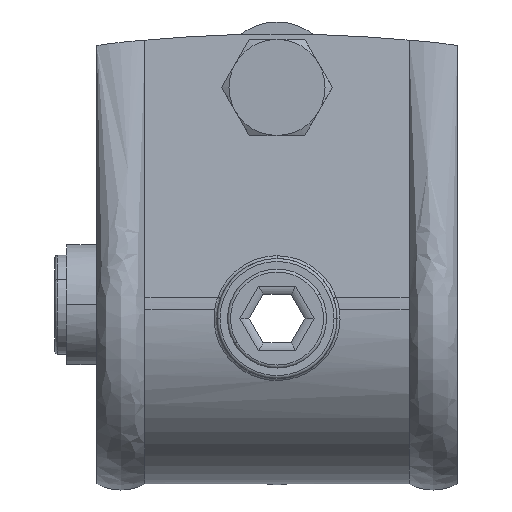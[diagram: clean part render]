
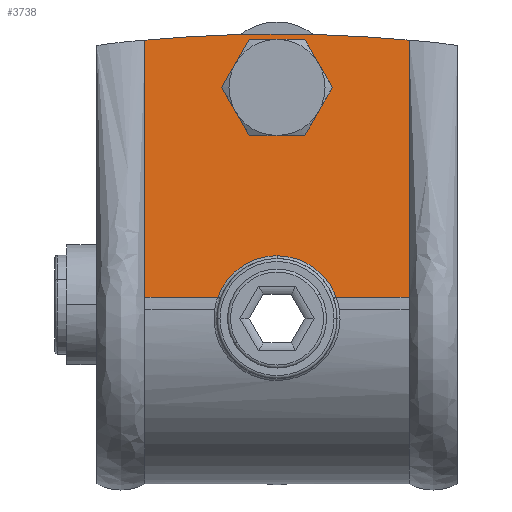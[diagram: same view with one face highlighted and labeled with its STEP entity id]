
A CAD part, top view. The second image highlights one B-rep face of the part: STEP entity #3738.
In plain terms, the highlighted planar face has unit normal (0, 0.07, 0.998).
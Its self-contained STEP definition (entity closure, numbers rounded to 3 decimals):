
#20 = CARTESIAN_POINT ( 'NONE',  ( -22., 31.023, 28.929 ) ) ;
#59 = DIRECTION ( 'NONE',  ( 0., 0.998, -0.07 ) ) ;
#113 = CARTESIAN_POINT ( 'NONE',  ( 0., -162.313, 42.449 ) ) ;
#336 = CARTESIAN_POINT ( 'NONE',  ( 0., 59.035, 26.971 ) ) ;
#427 = VERTEX_POINT ( 'NONE', #7547 ) ;
#753 = EDGE_CURVE ( 'NONE', #3856, #3302, #2069, .T. ) ;
#855 = CARTESIAN_POINT ( 'NONE',  ( 22., 59.596, 26.931 ) ) ;
#903 = DIRECTION ( 'NONE',  ( 0., 0.998, -0.07 ) ) ;
#935 = CIRCLE ( 'NONE', #3681, 237.792 ) ;
#955 = EDGE_CURVE ( 'NONE', #6478, #8825, #3711, .T. ) ;
#965 = VERTEX_POINT ( 'NONE', #2306 ) ;
#1055 = AXIS2_PLACEMENT_3D ( 'NONE', #7847, #2921, #903 ) ;
#1077 = ORIENTED_EDGE ( 'NONE', *, *, #6406, .T. ) ;
#1137 = CARTESIAN_POINT ( 'NONE',  ( 0., 73.035, 25.992 ) ) ;
#1275 = EDGE_CURVE ( 'NONE', #5041, #3302, #8814, .T. ) ;
#1279 = CARTESIAN_POINT ( 'NONE',  ( -9.879, 31.023, 28.929 ) ) ;
#1328 = DIRECTION ( 'NONE',  ( -1., 0., 0. ) ) ;
#1349 = EDGE_LOOP ( 'NONE', ( #1599, #1077, #8486, #2668, #5919, #8751, #8939, #6550 ) ) ;
#1572 = DIRECTION ( 'NONE',  ( 0., -0.07, -0.998 ) ) ;
#1599 = ORIENTED_EDGE ( 'NONE', *, *, #1974, .F. ) ;
#1623 = CARTESIAN_POINT ( 'NONE',  ( 9.879, 31.023, 28.929 ) ) ;
#1665 = EDGE_CURVE ( 'NONE', #4827, #4599, #8366, .T. ) ;
#1968 = FACE_BOUND ( 'NONE', #5661, .T. ) ;
#1974 = EDGE_CURVE ( 'NONE', #427, #5041, #5293, .T. ) ;
#2069 =( BOUNDED_CURVE ( )  B_SPLINE_CURVE ( 3, ( #4233, #8317, #3476, #4933 ),
 .UNSPECIFIED., .F., .T. ) 
 B_SPLINE_CURVE_WITH_KNOTS ( ( 4, 4 ),
 ( 0., 1.225 ),
 .UNSPECIFIED. ) 
 CURVE ( )  GEOMETRIC_REPRESENTATION_ITEM ( )  RATIONAL_B_SPLINE_CURVE ( ( 1., 0.879, 0.879, 1. ) ) 
 REPRESENTATION_ITEM ( '' )  );
#2306 = CARTESIAN_POINT ( 'NONE',  ( 0., 59.035, 26.971 ) ) ;
#2338 = CARTESIAN_POINT ( 'NONE',  ( 0., 37.965, 28.444 ) ) ;
#2551 = CARTESIAN_POINT ( 'NONE',  ( 14., 59.035, 26.971 ) ) ;
#2668 = ORIENTED_EDGE ( 'NONE', *, *, #5635, .T. ) ;
#2818 = CARTESIAN_POINT ( 'NONE',  ( -22., 73.883, 25.932 ) ) ;
#2921 = DIRECTION ( 'NONE',  ( 0., 0.07, 0.998 ) ) ;
#3010 = B_SPLINE_CURVE_WITH_KNOTS ( 'NONE', 3,
 ( #2818, #8355, #8956, #20 ),
 .UNSPECIFIED., .F., .F.,
 ( 4, 4 ),
 ( 0.012, 0.475 ),
 .UNSPECIFIED. ) ;
#3101 = CARTESIAN_POINT ( 'NONE',  ( -4.58, 37.965, 28.444 ) ) ;
#3302 = VERTEX_POINT ( 'NONE', #1623 ) ;
#3476 = CARTESIAN_POINT ( 'NONE',  ( 8.327, 35.332, 28.628 ) ) ;
#3495 = CARTESIAN_POINT ( 'NONE',  ( 30., 31.023, 28.929 ) ) ;
#3561 = CARTESIAN_POINT ( 'NONE',  ( 0., 59.035, 26.971 ) ) ;
#3606 = EDGE_CURVE ( 'NONE', #965, #6337, #4727, .T. ) ;
#3681 = AXIS2_PLACEMENT_3D ( 'NONE', #113, #7778, #59 ) ;
#3689 = CARTESIAN_POINT ( 'NONE',  ( -22., 73.883, 25.932 ) ) ;
#3711 = CIRCLE ( 'NONE', #1055, 237.792 ) ;
#3738 = ADVANCED_FACE ( 'NONE', ( #1968, #7511 ), #7014, .F. ) ;
#3856 = VERTEX_POINT ( 'NONE', #2338 ) ;
#4233 = CARTESIAN_POINT ( 'NONE',  ( 0., 37.965, 28.444 ) ) ;
#4235 = CARTESIAN_POINT ( 'NONE',  ( -14., 73.035, 25.992 ) ) ;
#4599 = VERTEX_POINT ( 'NONE', #5000 ) ;
#4690 = ORIENTED_EDGE ( 'NONE', *, *, #3606, .T. ) ;
#4727 =( BOUNDED_CURVE ( )  B_SPLINE_CURVE ( 3, ( #3561, #8395, #4235, #4935 ),
 .UNSPECIFIED., .F., .T. ) 
 B_SPLINE_CURVE_WITH_KNOTS ( ( 4, 4 ),
 ( 3.142, 6.283 ),
 .UNSPECIFIED. ) 
 CURVE ( )  GEOMETRIC_REPRESENTATION_ITEM ( )  RATIONAL_B_SPLINE_CURVE ( ( 1., 0.333, 0.333, 1. ) ) 
 REPRESENTATION_ITEM ( '' )  );
#4827 = VERTEX_POINT ( 'NONE', #1279 ) ;
#4933 = CARTESIAN_POINT ( 'NONE',  ( 9.879, 31.023, 28.929 ) ) ;
#4935 = CARTESIAN_POINT ( 'NONE',  ( 0., 73.035, 25.992 ) ) ;
#5000 = CARTESIAN_POINT ( 'NONE',  ( -22., 31.023, 28.929 ) ) ;
#5041 = VERTEX_POINT ( 'NONE', #8471 ) ;
#5161 =( BOUNDED_CURVE ( )  B_SPLINE_CURVE ( 3, ( #8696, #7253, #3101, #6531 ),
 .UNSPECIFIED., .F., .T. ) 
 B_SPLINE_CURVE_WITH_KNOTS ( ( 4, 4 ),
 ( 5.058, 6.283 ),
 .UNSPECIFIED. ) 
 CURVE ( )  GEOMETRIC_REPRESENTATION_ITEM ( )  RATIONAL_B_SPLINE_CURVE ( ( 1., 0.879, 0.879, 1. ) ) 
 REPRESENTATION_ITEM ( '' )  );
#5293 = B_SPLINE_CURVE_WITH_KNOTS ( 'NONE', 3,
 ( #8549, #855, #5699, #5723 ),
 .UNSPECIFIED., .F., .F.,
 ( 4, 4 ),
 ( 0.012, 0.475 ),
 .UNSPECIFIED. ) ;
#5396 = EDGE_CURVE ( 'NONE', #6337, #965, #6911, .T. ) ;
#5635 = EDGE_CURVE ( 'NONE', #8825, #4599, #3010, .T. ) ;
#5643 = VECTOR ( 'NONE', #8949, 1000. ) ;
#5661 = EDGE_LOOP ( 'NONE', ( #8810, #4690 ) ) ;
#5699 = CARTESIAN_POINT ( 'NONE',  ( 22., 45.31, 27.93 ) ) ;
#5723 = CARTESIAN_POINT ( 'NONE',  ( 22., 31.023, 28.929 ) ) ;
#5919 = ORIENTED_EDGE ( 'NONE', *, *, #1665, .F. ) ;
#6071 = EDGE_CURVE ( 'NONE', #4827, #3856, #5161, .T. ) ;
#6176 = CARTESIAN_POINT ( 'NONE',  ( 30., 31.023, 28.929 ) ) ;
#6337 = VERTEX_POINT ( 'NONE', #6841 ) ;
#6406 = EDGE_CURVE ( 'NONE', #427, #6478, #935, .T. ) ;
#6478 = VERTEX_POINT ( 'NONE', #8468 ) ;
#6531 = CARTESIAN_POINT ( 'NONE',  ( 0., 37.965, 28.444 ) ) ;
#6550 = ORIENTED_EDGE ( 'NONE', *, *, #1275, .F. ) ;
#6563 = CARTESIAN_POINT ( 'NONE',  ( 30., 75., 25.854 ) ) ;
#6677 = CARTESIAN_POINT ( 'NONE',  ( 14., 73.035, 25.992 ) ) ;
#6841 = CARTESIAN_POINT ( 'NONE',  ( 0., 73.035, 25.992 ) ) ;
#6911 =( BOUNDED_CURVE ( )  B_SPLINE_CURVE ( 3, ( #1137, #6677, #2551, #336 ),
 .UNSPECIFIED., .F., .T. ) 
 B_SPLINE_CURVE_WITH_KNOTS ( ( 4, 4 ),
 ( 0., 3.142 ),
 .UNSPECIFIED. ) 
 CURVE ( )  GEOMETRIC_REPRESENTATION_ITEM ( )  RATIONAL_B_SPLINE_CURVE ( ( 1., 0.333, 0.333, 1. ) ) 
 REPRESENTATION_ITEM ( '' )  );
#6969 = VECTOR ( 'NONE', #1328, 1000. ) ;
#7014 = PLANE ( 'NONE',  #8520 ) ;
#7253 = CARTESIAN_POINT ( 'NONE',  ( -8.327, 35.332, 28.628 ) ) ;
#7511 = FACE_OUTER_BOUND ( 'NONE', #1349, .T. ) ;
#7547 = CARTESIAN_POINT ( 'NONE',  ( 22., 73.883, 25.932 ) ) ;
#7778 = DIRECTION ( 'NONE',  ( 0., 0.07, 0.998 ) ) ;
#7847 = CARTESIAN_POINT ( 'NONE',  ( 0., -162.313, 42.449 ) ) ;
#8317 = CARTESIAN_POINT ( 'NONE',  ( 4.58, 37.965, 28.444 ) ) ;
#8355 = CARTESIAN_POINT ( 'NONE',  ( -22., 59.596, 26.931 ) ) ;
#8366 = LINE ( 'NONE', #6176, #5643 ) ;
#8395 = CARTESIAN_POINT ( 'NONE',  ( -14., 59.035, 26.971 ) ) ;
#8468 = CARTESIAN_POINT ( 'NONE',  ( 0., 74.9, 25.861 ) ) ;
#8471 = CARTESIAN_POINT ( 'NONE',  ( 22., 31.023, 28.929 ) ) ;
#8486 = ORIENTED_EDGE ( 'NONE', *, *, #955, .T. ) ;
#8520 = AXIS2_PLACEMENT_3D ( 'NONE', #6563, #1572, #8601 ) ;
#8549 = CARTESIAN_POINT ( 'NONE',  ( 22., 73.883, 25.932 ) ) ;
#8601 = DIRECTION ( 'NONE',  ( 0., 0.998, -0.07 ) ) ;
#8696 = CARTESIAN_POINT ( 'NONE',  ( -9.879, 31.023, 28.929 ) ) ;
#8751 = ORIENTED_EDGE ( 'NONE', *, *, #6071, .T. ) ;
#8810 = ORIENTED_EDGE ( 'NONE', *, *, #5396, .T. ) ;
#8814 = LINE ( 'NONE', #3495, #6969 ) ;
#8825 = VERTEX_POINT ( 'NONE', #3689 ) ;
#8939 = ORIENTED_EDGE ( 'NONE', *, *, #753, .T. ) ;
#8949 = DIRECTION ( 'NONE',  ( -1., 0., 0. ) ) ;
#8956 = CARTESIAN_POINT ( 'NONE',  ( -22., 45.31, 27.93 ) ) ;
